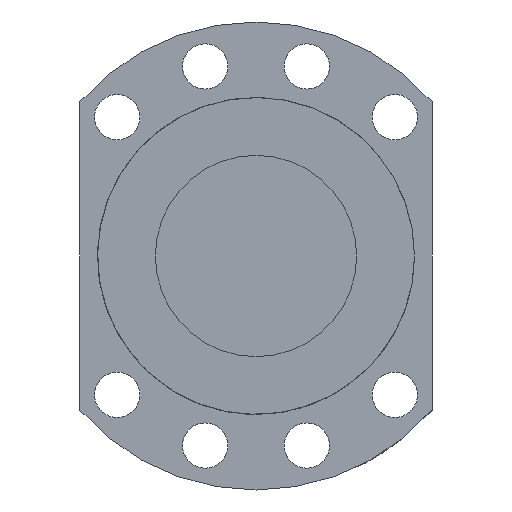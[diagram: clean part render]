
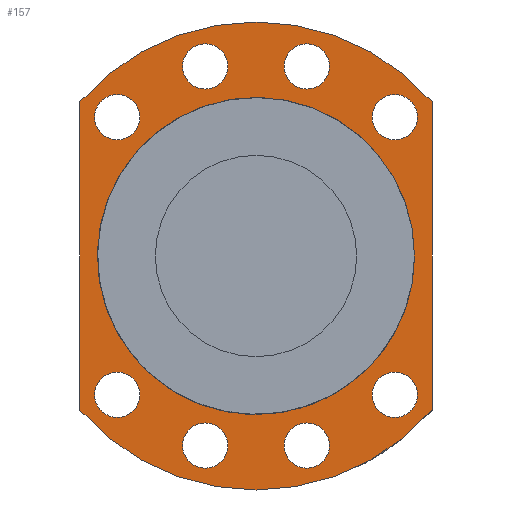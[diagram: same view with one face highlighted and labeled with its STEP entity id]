
A CAD part, front view. The second image highlights one B-rep face of the part: STEP entity #157.
In plain terms, the highlighted planar face has unit normal (0, -1, 0).
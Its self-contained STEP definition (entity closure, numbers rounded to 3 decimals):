
#104=LINE('',#902,#114);
#108=LINE('',#973,#118);
#114=VECTOR('',#703,1.);
#118=VECTOR('',#715,1.);
#139=PLANE('',#633);
#157=ADVANCED_FACE('',(#224,#225,#226,#227,#228,#229,#230,#231,#232,#233),
#139,.F.);
#224=FACE_BOUND('',#299,.T.);
#225=FACE_BOUND('',#300,.T.);
#226=FACE_BOUND('',#301,.T.);
#227=FACE_BOUND('',#302,.T.);
#228=FACE_BOUND('',#303,.T.);
#229=FACE_BOUND('',#304,.T.);
#230=FACE_BOUND('',#305,.T.);
#231=FACE_BOUND('',#306,.T.);
#232=FACE_BOUND('',#307,.T.);
#233=FACE_BOUND('',#308,.T.);
#299=EDGE_LOOP('',(#393));
#300=EDGE_LOOP('',(#394));
#301=EDGE_LOOP('',(#395));
#302=EDGE_LOOP('',(#396));
#303=EDGE_LOOP('',(#397));
#304=EDGE_LOOP('',(#398));
#305=EDGE_LOOP('',(#399));
#306=EDGE_LOOP('',(#400));
#307=EDGE_LOOP('',(#401));
#308=EDGE_LOOP('',(#402,#403,#404,#405));
#393=ORIENTED_EDGE('',*,*,#531,.F.);
#394=ORIENTED_EDGE('',*,*,#532,.F.);
#395=ORIENTED_EDGE('',*,*,#533,.F.);
#396=ORIENTED_EDGE('',*,*,#534,.F.);
#397=ORIENTED_EDGE('',*,*,#535,.T.);
#398=ORIENTED_EDGE('',*,*,#536,.T.);
#399=ORIENTED_EDGE('',*,*,#537,.T.);
#400=ORIENTED_EDGE('',*,*,#538,.T.);
#401=ORIENTED_EDGE('',*,*,#539,.T.);
#402=ORIENTED_EDGE('',*,*,#509,.F.);
#403=ORIENTED_EDGE('',*,*,#520,.F.);
#404=ORIENTED_EDGE('',*,*,#517,.F.);
#405=ORIENTED_EDGE('',*,*,#513,.F.);
#463=VERTEX_POINT('',#894);
#464=VERTEX_POINT('',#895);
#467=VERTEX_POINT('',#903);
#470=VERTEX_POINT('',#968);
#481=VERTEX_POINT('',#996);
#482=VERTEX_POINT('',#998);
#483=VERTEX_POINT('',#1000);
#484=VERTEX_POINT('',#1002);
#485=VERTEX_POINT('',#1004);
#486=VERTEX_POINT('',#1006);
#487=VERTEX_POINT('',#1008);
#488=VERTEX_POINT('',#1010);
#489=VERTEX_POINT('',#1012);
#509=EDGE_CURVE('',#463,#464,#560,.T.);
#513=EDGE_CURVE('',#464,#467,#104,.T.);
#517=EDGE_CURVE('',#467,#470,#562,.T.);
#520=EDGE_CURVE('',#470,#463,#108,.T.);
#531=EDGE_CURVE('',#481,#481,#573,.T.);
#532=EDGE_CURVE('',#482,#482,#574,.T.);
#533=EDGE_CURVE('',#483,#483,#575,.T.);
#534=EDGE_CURVE('',#484,#484,#576,.T.);
#535=EDGE_CURVE('',#485,#485,#577,.T.);
#536=EDGE_CURVE('',#486,#486,#578,.T.);
#537=EDGE_CURVE('',#487,#487,#579,.T.);
#538=EDGE_CURVE('',#488,#488,#580,.T.);
#539=EDGE_CURVE('',#489,#489,#581,.T.);
#560=CIRCLE('',#606,46.5);
#562=CIRCLE('',#610,46.5);
#573=CIRCLE('',#624,4.5);
#574=CIRCLE('',#625,4.5);
#575=CIRCLE('',#626,4.5);
#576=CIRCLE('',#627,4.5);
#577=CIRCLE('',#628,4.5);
#578=CIRCLE('',#629,4.5);
#579=CIRCLE('',#630,4.5);
#580=CIRCLE('',#631,4.5);
#581=CIRCLE('',#632,31.5);
#606=AXIS2_PLACEMENT_3D('',#893,#695,#696);
#610=AXIS2_PLACEMENT_3D('',#967,#708,#709);
#624=AXIS2_PLACEMENT_3D('',#995,#739,#740);
#625=AXIS2_PLACEMENT_3D('',#997,#741,#742);
#626=AXIS2_PLACEMENT_3D('',#999,#743,#744);
#627=AXIS2_PLACEMENT_3D('',#1001,#745,#746);
#628=AXIS2_PLACEMENT_3D('',#1003,#747,#748);
#629=AXIS2_PLACEMENT_3D('',#1005,#749,#750);
#630=AXIS2_PLACEMENT_3D('',#1007,#751,#752);
#631=AXIS2_PLACEMENT_3D('',#1009,#753,#754);
#632=AXIS2_PLACEMENT_3D('',#1011,#755,#756);
#633=AXIS2_PLACEMENT_3D('',#1013,#757,#758);
#695=DIRECTION('',(0.,1.,0.));
#696=DIRECTION('',(1.,0.,0.));
#703=DIRECTION('',(0.,0.,-1.));
#708=DIRECTION('',(0.,1.,0.));
#709=DIRECTION('',(1.,0.,0.));
#715=DIRECTION('',(0.,0.,1.));
#739=DIRECTION('',(0.,-1.,0.));
#740=DIRECTION('',(-1.,0.,0.));
#741=DIRECTION('',(0.,-1.,0.));
#742=DIRECTION('',(-0.866,0.,-0.5));
#743=DIRECTION('',(0.,-1.,0.));
#744=DIRECTION('',(-0.5,0.,-0.866));
#745=DIRECTION('',(0.,-1.,0.));
#746=DIRECTION('',(0.,0.,-1.));
#747=DIRECTION('',(0.,1.,0.));
#748=DIRECTION('',(-1.,0.,0.));
#749=DIRECTION('',(0.,1.,0.));
#750=DIRECTION('',(-0.866,0.,0.5));
#751=DIRECTION('',(0.,1.,0.));
#752=DIRECTION('',(-0.5,0.,0.866));
#753=DIRECTION('',(0.,1.,0.));
#754=DIRECTION('',(0.,0.,1.));
#755=DIRECTION('',(0.,1.,0.));
#756=DIRECTION('',(1.,0.,0.));
#757=DIRECTION('',(0.,1.,0.));
#758=DIRECTION('',(0.,0.,1.));
#893=CARTESIAN_POINT('',(0.,-44.,0.));
#894=CARTESIAN_POINT('',(-35.,-44.,30.615));
#895=CARTESIAN_POINT('',(35.,-44.,30.615));
#902=CARTESIAN_POINT('',(35.,-44.,30.615));
#903=CARTESIAN_POINT('',(35.,-44.,-30.615));
#967=CARTESIAN_POINT('',(0.,-44.,0.));
#968=CARTESIAN_POINT('',(-35.,-44.,-30.615));
#973=CARTESIAN_POINT('',(-35.,-44.,-30.615));
#995=CARTESIAN_POINT('',(27.577,-44.,27.577));
#996=CARTESIAN_POINT('',(23.077,-44.,27.577));
#997=CARTESIAN_POINT('',(10.094,-44.,37.671));
#998=CARTESIAN_POINT('',(6.197,-44.,35.421));
#999=CARTESIAN_POINT('',(-10.094,-44.,37.671));
#1000=CARTESIAN_POINT('',(-12.344,-44.,33.774));
#1001=CARTESIAN_POINT('',(-27.577,-44.,27.577));
#1002=CARTESIAN_POINT('',(-27.577,-44.,23.077));
#1003=CARTESIAN_POINT('',(27.577,-44.,-27.577));
#1004=CARTESIAN_POINT('',(23.077,-44.,-27.577));
#1005=CARTESIAN_POINT('',(10.094,-44.,-37.671));
#1006=CARTESIAN_POINT('',(6.197,-44.,-35.421));
#1007=CARTESIAN_POINT('',(-10.094,-44.,-37.671));
#1008=CARTESIAN_POINT('',(-12.344,-44.,-33.774));
#1009=CARTESIAN_POINT('',(-27.577,-44.,-27.577));
#1010=CARTESIAN_POINT('',(-27.577,-44.,-23.077));
#1011=CARTESIAN_POINT('',(0.,-44.,0.));
#1012=CARTESIAN_POINT('',(31.5,-44.,0.));
#1013=CARTESIAN_POINT('',(0.,-44.,0.));
